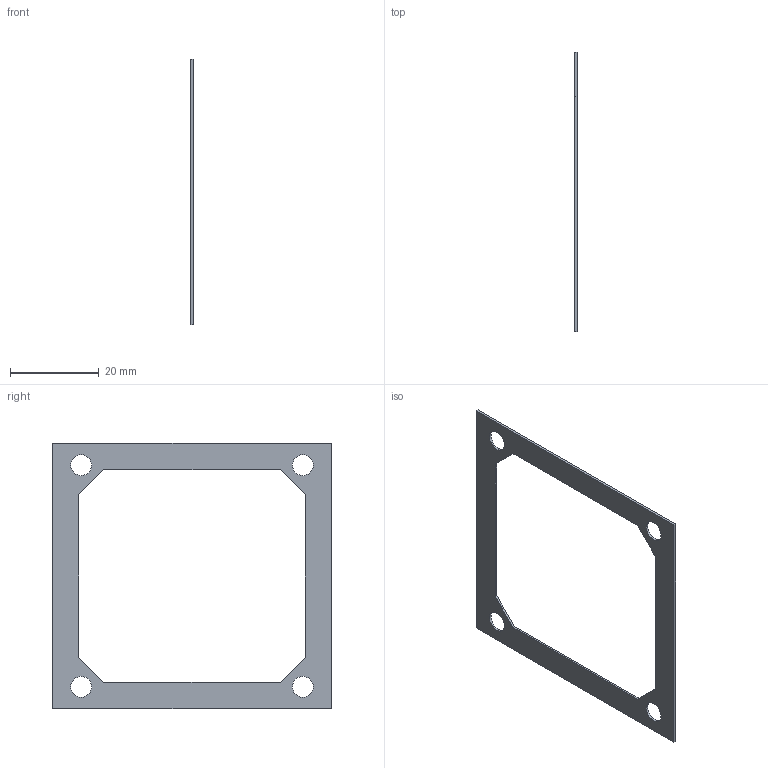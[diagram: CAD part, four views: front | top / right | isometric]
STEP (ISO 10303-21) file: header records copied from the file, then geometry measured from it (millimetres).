
FILE_DESCRIPTION(/* description */ (''),/* implementation_level */ '2;1');
FILE_NAME(/* name */ 'SL1-FILTER_FAN_GASKET.step',/* time_stamp */ '2019-08-13T14:23:50+02:00',/* author */ (''),/* organization */ (''),/* preprocessor_version */ 'ST-DEVELOPER v18',/* originating_system */ 'Autodesk Translation Framework v8.2.0.1029',/* authorisation */ '');
FILE_SCHEMA (('AUTOMOTIVE_DESIGN { 1 0 10303 214 3 1 1 }'));
Length unit declared in the file: millimetre
Products named in the file (1): TESNENI_VENTILATORU_PRYZ_0,5MM
Bounding box: 0.5 x 63 x 60 mm (x, y, z)
Volume: 663.1 mm3; surface area: 2897.2 mm2
Topology: 1 solids, 1 shells, 22 faces, 60 edges, 40 vertices
Faces by surface type: plane 18, cylinder 4
Full cylindrical faces by diameter (mm): 4.7 x4
Entity records: 745 total; most frequent: CARTESIAN_POINT 123, ORIENTED_EDGE 120, DIRECTION 114, EDGE_CURVE 60, LINE 52, VECTOR 52, VERTEX_POINT 40, EDGE_LOOP 32
